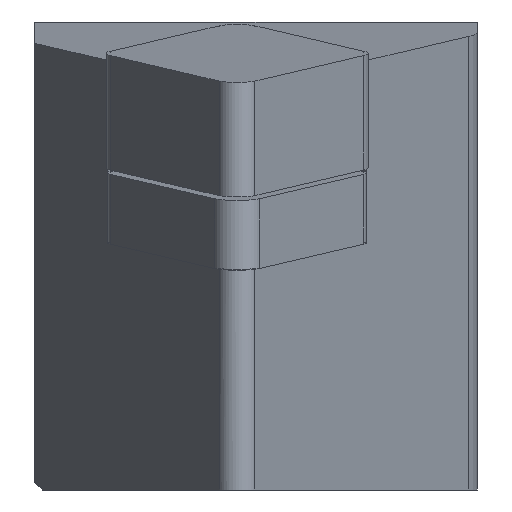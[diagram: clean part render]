
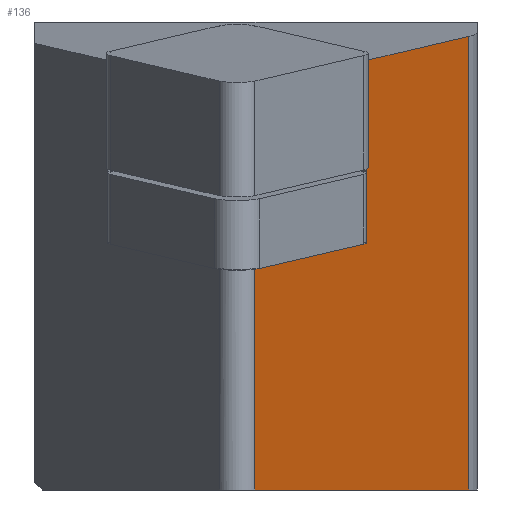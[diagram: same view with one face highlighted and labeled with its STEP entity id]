
A CAD part, left-side view. The second image highlights one B-rep face of the part: STEP entity #136.
In plain terms, the highlighted planar face has unit normal (-0.458, -0.887, -0.056).
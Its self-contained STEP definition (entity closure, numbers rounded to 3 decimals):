
#136=ADVANCED_FACE('',(#226),#186,.F.);
#186=PLANE('',#1005);
#226=FACE_OUTER_BOUND('',#276,.T.);
#276=EDGE_LOOP('',(#573,#574,#575,#576,#577,#578,#579));
#321=LINE('',#1330,#423);
#325=LINE('',#1338,#427);
#334=LINE('',#1354,#436);
#354=LINE('',#1395,#456);
#355=LINE('',#1397,#457);
#356=LINE('',#1399,#458);
#357=LINE('',#1401,#459);
#423=VECTOR('',#1080,1.);
#427=VECTOR('',#1086,1.);
#436=VECTOR('',#1099,1.);
#456=VECTOR('',#1129,1.);
#457=VECTOR('',#1130,1.);
#458=VECTOR('',#1131,1.);
#459=VECTOR('',#1132,1.);
#573=ORIENTED_EDGE('',*,*,#858,.F.);
#574=ORIENTED_EDGE('',*,*,#854,.F.);
#575=ORIENTED_EDGE('',*,*,#888,.F.);
#576=ORIENTED_EDGE('',*,*,#889,.F.);
#577=ORIENTED_EDGE('',*,*,#890,.F.);
#578=ORIENTED_EDGE('',*,*,#891,.F.);
#579=ORIENTED_EDGE('',*,*,#867,.F.);
#775=VERTEX_POINT('',#1328);
#777=VERTEX_POINT('',#1331);
#780=VERTEX_POINT('',#1339);
#785=VERTEX_POINT('',#1355);
#801=VERTEX_POINT('',#1396);
#802=VERTEX_POINT('',#1398);
#803=VERTEX_POINT('',#1400);
#854=EDGE_CURVE('',#775,#777,#321,.T.);
#858=EDGE_CURVE('',#777,#780,#325,.T.);
#867=EDGE_CURVE('',#780,#785,#334,.T.);
#888=EDGE_CURVE('',#801,#775,#354,.T.);
#889=EDGE_CURVE('',#802,#801,#355,.T.);
#890=EDGE_CURVE('',#803,#802,#356,.T.);
#891=EDGE_CURVE('',#785,#803,#357,.T.);
#1005=AXIS2_PLACEMENT_3D('',#1402,#1133,#1134);
#1080=DIRECTION('',(0.88,-0.462,0.108));
#1086=DIRECTION('',(-0.122,0.,0.993));
#1099=DIRECTION('',(0.88,-0.462,0.108));
#1129=DIRECTION('',(0.88,-0.462,0.108));
#1130=DIRECTION('',(-0.122,0.,0.993));
#1131=DIRECTION('',(-0.888,0.459,0.));
#1132=DIRECTION('',(0.122,0.,-0.993));
#1133=DIRECTION('',(0.458,0.887,0.056));
#1134=DIRECTION('',(-0.888,0.459,0.));
#1328=CARTESIAN_POINT('',(11.318,-13.102,-6.207));
#1330=CARTESIAN_POINT('',(19.058,-17.161,-5.257));
#1331=CARTESIAN_POINT('',(11.371,-13.13,-6.2));
#1338=CARTESIAN_POINT('',(15.327,-13.13,-38.418));
#1339=CARTESIAN_POINT('',(10.489,-13.13,0.986));
#1354=CARTESIAN_POINT('',(18.175,-17.161,1.929));
#1355=CARTESIAN_POINT('',(18.175,-17.161,1.929));
#1395=CARTESIAN_POINT('',(19.058,-17.161,-5.257));
#1396=CARTESIAN_POINT('',(2.944,-8.71,-7.235));
#1397=CARTESIAN_POINT('',(6.899,-8.71,-39.453));
#1398=CARTESIAN_POINT('',(4.02,-8.71,-16.));
#1399=CARTESIAN_POINT('',(22.458,-18.236,-16.));
#1400=CARTESIAN_POINT('',(20.377,-17.161,-16.));
#1401=CARTESIAN_POINT('',(23.014,-17.161,-37.475));
#1402=CARTESIAN_POINT('',(23.014,-17.161,-37.475));
